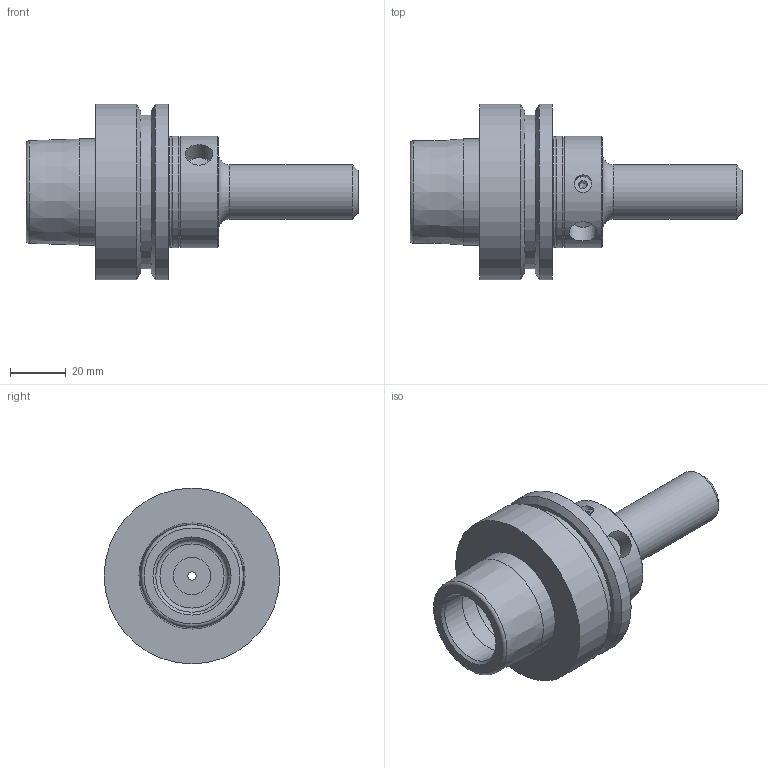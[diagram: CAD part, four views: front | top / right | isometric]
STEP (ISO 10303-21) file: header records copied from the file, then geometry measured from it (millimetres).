
FILE_DESCRIPTION(/* description */ ('Alibre Inc.'),/* implementation_level */ '2;1');
FILE_NAME(/* name */ 'export-E8FB637B-F879-4159-94F6-B418B7BC79BA',/* time_stamp */ '2023-11-21T13:41:34+01:00',/* author */ (''),/* organization */ (''),/* preprocessor_version */ 'ST-DEVELOPER v17',/* originating_system */ 'Alibre',/* authorisation */ '');
FILE_SCHEMA (('AUTOMOTIVE_DESIGN'));
Length unit declared in the file: millimetre
Products named in the file (1): 684440-STEP
Bounding box: 119 x 63 x 63 mm (x, y, z)
Volume: 112247.1 mm3; surface area: 27489.2 mm2
Topology: 1 solids, 1 shells, 84 faces, 353 edges, 282 vertices
Faces by surface type: plane 29, cylinder 26, cone 16, torus 10, bspline 3
Full cylindrical faces by diameter (mm): 3 x1, 4.134 x1, 6.2 x1, 10 x1, 12 x6, 12.4 x1, 13.376 x1, 19.5 x1, 26 x2, 28 x1, 32 x1, 38.009 x1, 39.99 x3, 55 x1, 63 x2
Entity records: 17537 total; most frequent: CARTESIAN_POINT 14793, ORIENTED_EDGE 700, DIRECTION 408, EDGE_CURVE 350, VERTEX_POINT 282, AXIS2_PLACEMENT_3D 191, B_SPLINE_CURVE_WITH_KNOTS 155, CIRCLE 116
